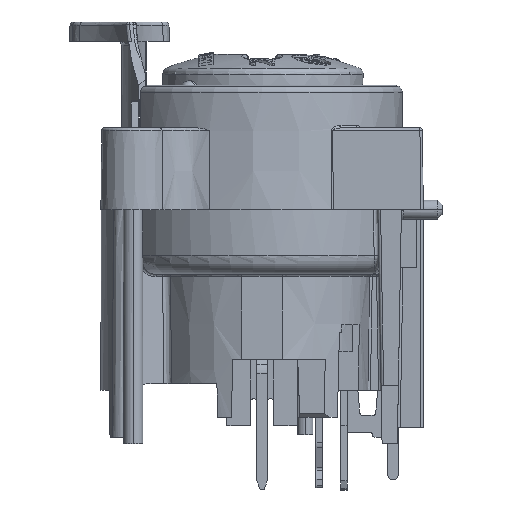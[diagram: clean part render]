
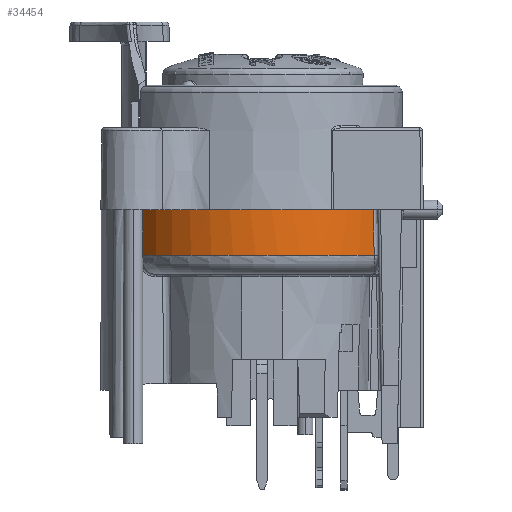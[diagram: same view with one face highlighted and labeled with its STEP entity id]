
A CAD part, left-side view. The second image highlights one B-rep face of the part: STEP entity #34454.
In plain terms, the highlighted conical face has half-angle 1 degrees and reference radius 10.925 mm.
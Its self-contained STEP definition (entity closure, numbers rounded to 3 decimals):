
#5420=CARTESIAN_POINT('',(0.,0.,-6.35));
#5421=DIRECTION('',(0.,0.,-1.));
#5422=DIRECTION('',(-0.928,0.373,0.));
#5423=AXIS2_PLACEMENT_3D('',#5420,#5421,#5422);
#5438=CARTESIAN_POINT('',(-6.743,-8.634,-6.35));
#5449=CARTESIAN_POINT('',(0.,0.,-6.35));
#5450=DIRECTION('',(0.,0.,-1.));
#5451=DIRECTION('',(-0.616,-0.788,0.));
#5452=AXIS2_PLACEMENT_3D('',#5449,#5450,#5451);
#5598=CARTESIAN_POINT('',(-5.745,9.256,
-9.876));
#5599=CARTESIAN_POINT('',(-5.755,9.257,
-9.523));
#5600=CARTESIAN_POINT('',(-5.774,9.26,
-8.791));
#5601=CARTESIAN_POINT('',(-5.804,9.266,
-7.618));
#5602=CARTESIAN_POINT('',(-5.824,9.27,
-6.781));
#5603=CARTESIAN_POINT('',(-5.834,9.273,-6.35));
#5605=CARTESIAN_POINT('',(0.,0.,-6.35));
#5606=DIRECTION('',(0.,0.,1.));
#5607=DIRECTION('',(-0.928,0.373,0.));
#5608=AXIS2_PLACEMENT_3D('',#5605,#5606,#5607);
#5610=CARTESIAN_POINT('',(-6.565,-8.694,
-9.876));
#5611=CARTESIAN_POINT('',(-6.585,-8.687,
-9.484));
#5612=CARTESIAN_POINT('',(-6.625,-8.674,
-8.7));
#5613=CARTESIAN_POINT('',(-6.684,-8.654,
-7.524));
#5614=CARTESIAN_POINT('',(-6.724,-8.641,
-6.741));
#5615=CARTESIAN_POINT('',(-6.743,-8.634,-6.35));
#5617=CARTESIAN_POINT('',(0.,0.,-9.876));
#5618=DIRECTION('',(0.,0.,1.));
#5619=DIRECTION('',(-0.527,0.85,0.));
#5620=AXIS2_PLACEMENT_3D('',#5617,#5618,#5619);
#7705=CARTESIAN_POINT('',(-9.526,-5.411,-6.35));
#7865=CARTESIAN_POINT('',(-10.166,4.085,-6.35));
#11862=CARTESIAN_POINT('',(-6.565,-8.694,
-9.876));
#23078=VERTEX_POINT('',#7865);
#23105=VERTEX_POINT('',#7705);
#23879=CARTESIAN_POINT('',(-5.834,9.273,-6.35));
#23880=VERTEX_POINT('',#23879);
#24531=VERTEX_POINT('',#11862);
#24568=VERTEX_POINT('',#5438);
#24912=VERTEX_POINT('',#5598);
#34437=CARTESIAN_POINT('',(0.,0.,-8.113));
#34438=DIRECTION('',(0.,0.,1.));
#34439=DIRECTION('',(1.,0.,0.));
#34440=AXIS2_PLACEMENT_3D('',#34437,#34438,#34439);
#34441=CONICAL_SURFACE('',#34440,10.925,1.);
#34443=ORIENTED_EDGE('',*,*,#34442,.T.);
#34444=ORIENTED_EDGE('',*,*,#34243,.F.);
#34446=ORIENTED_EDGE('',*,*,#34445,.T.);
#34447=ORIENTED_EDGE('',*,*,#34270,.F.);
#34449=ORIENTED_EDGE('',*,*,#34448,.F.);
#34451=ORIENTED_EDGE('',*,*,#34450,.F.);
#34452=EDGE_LOOP('',(#34443,#34444,#34446,#34447,#34449,#34451));
#34453=FACE_OUTER_BOUND('',#34452,.F.);
#5424=CIRCLE('',#5423,10.956);
#5453=CIRCLE('',#5452,10.956);
#5604=B_SPLINE_CURVE_WITH_KNOTS('',3,(#5598,#5599,#5600,#5601,#5602,#5603),
.UNSPECIFIED.,.F.,.F.,(4,1,1,4),(0.,0.333,0.667,1.),
.UNSPECIFIED.);
#5609=CIRCLE('',#5608,10.956);
#5616=B_SPLINE_CURVE_WITH_KNOTS('',3,(#5610,#5611,#5612,#5613,#5614,#5615),
.UNSPECIFIED.,.F.,.F.,(4,1,1,4),(0.,0.333,0.667,1.),
.UNSPECIFIED.);
#5621=CIRCLE('',#5620,10.894);
#34243=EDGE_CURVE('',#23078,#23880,#5424,.T.);
#34270=EDGE_CURVE('',#24568,#23105,#5453,.T.);
#34442=EDGE_CURVE('',#24912,#23880,#5604,.T.);
#34445=EDGE_CURVE('',#23078,#23105,#5609,.T.);
#34448=EDGE_CURVE('',#24531,#24568,#5616,.T.);
#34450=EDGE_CURVE('',#24912,#24531,#5621,.T.);
#34454=ADVANCED_FACE('',(#34453),#34441,.T.);
